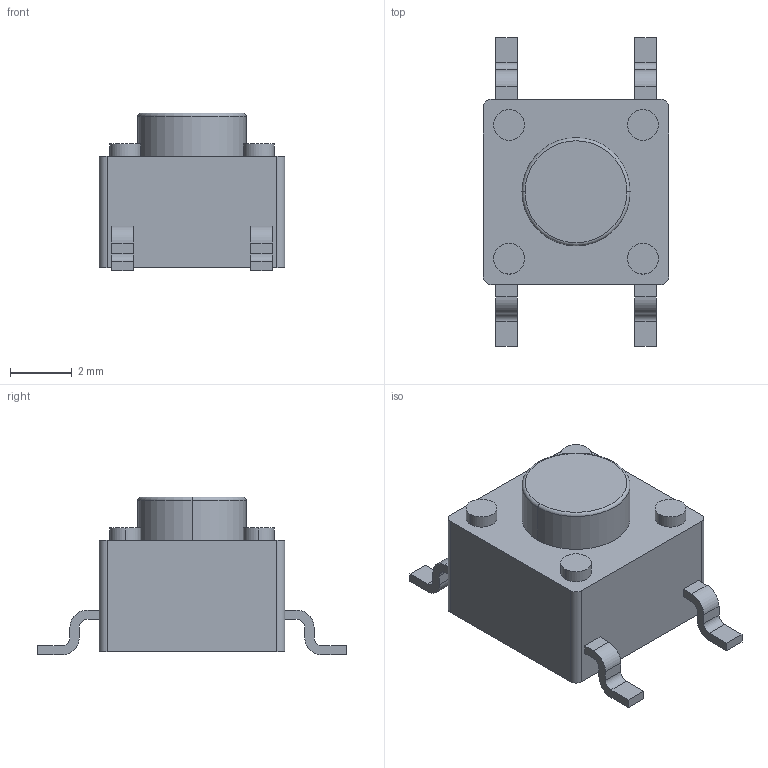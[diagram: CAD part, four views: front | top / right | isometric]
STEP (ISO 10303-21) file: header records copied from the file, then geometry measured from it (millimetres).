
FILE_DESCRIPTION (( 'STEP AP214' ), '1' );
FILE_NAME ('User Library-Push Button SMD.STEP', '2012-03-28T09:36:43', ( 'sysAdmin' ), ( 'SolidWorks' ), 'SwSTEP 2.0', 'SolidWorks 2012', '' );
FILE_SCHEMA (( 'AUTOMOTIVE_DESIGN' ));
Length unit declared in the file: millimetre
Products named in the file (1): User Library-Push Button SMD
Bounding box: 6 x 10 x 5.11 mm (x, y, z)
Volume: 146.8 mm3; surface area: 199.4 mm2
Topology: 1 solids, 1 shells, 79 faces, 202 edges, 134 vertices
Faces by surface type: plane 47, cylinder 30, torus 2
Entity records: 3285 total; most frequent: DIRECTION 426, CARTESIAN_POINT 416, ORIENTED_EDGE 404, EDGE_CURVE 202, AXIS2_PLACEMENT_3D 144, VECTOR 138, LINE 138, VERTEX_POINT 134
